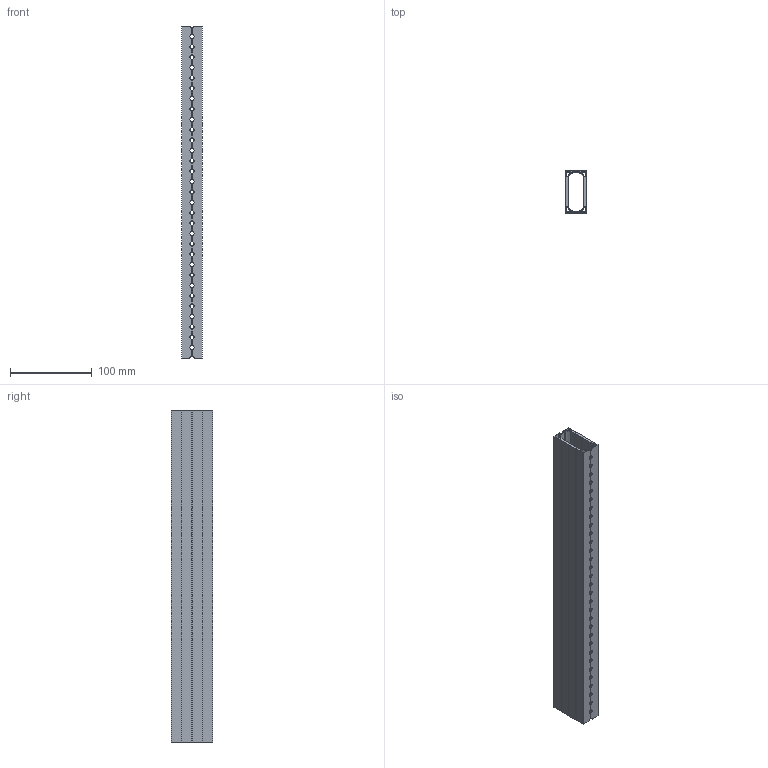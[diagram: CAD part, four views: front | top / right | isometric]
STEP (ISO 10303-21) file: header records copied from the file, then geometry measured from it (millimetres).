
FILE_DESCRIPTION(/* description */ (''),/* implementation_level */ '2;1');
FILE_NAME(/* name */ 'UnderSupportLeftRight.step',/* time_stamp */ '2023-01-17T19:43:27-08:00',/* author */ (''),/* organization */ (''),/* preprocessor_version */ 'ST-DEVELOPER v19.2',/* originating_system */ 'Autodesk Translation Framework v11.17.0.187',/* authorisation */ '');
FILE_SCHEMA (('AUTOMOTIVE_DESIGN { 1 0 10303 214 3 1 1 }'));
Length unit declared in the file: inch
Products named in the file (1): Extruded2x1x25
Bounding box: 25.4 x 50.8 x 406.4 mm (x, y, z)
Volume: 138733.3 mm3; surface area: 144157.5 mm2
Topology: 1 solids, 1 shells, 288 faces, 988 edges, 638 vertices
Faces by surface type: plane 190, cylinder 98
Full cylindrical faces by diameter (mm): 5 x62
Entity records: 11204 total; most frequent: DIRECTION 2084, ORIENTED_EDGE 1976, CARTESIAN_POINT 1915, EDGE_CURVE 988, AXIS2_PLACEMENT_3D 807, VERTEX_POINT 638, CIRCLE 518, LINE 470
